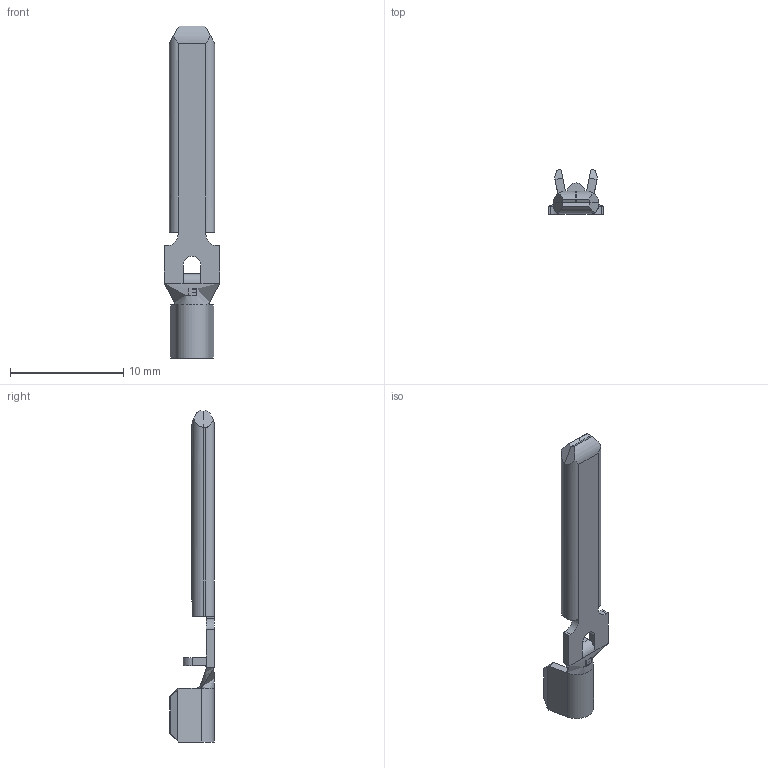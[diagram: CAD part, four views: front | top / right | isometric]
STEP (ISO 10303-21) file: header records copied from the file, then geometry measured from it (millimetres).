
FILE_DESCRIPTION (( 'STEP AP203' ), '1' );
FILE_NAME ('14154.STEP', '2021-11-30T12:24:01', ( 'tempuser' ), ( 'Microsoft' ), 'SwSTEP 2.0', 'SolidWorks 2019', '' );
FILE_SCHEMA (( 'CONFIG_CONTROL_DESIGN' ));
Length unit declared in the file: inch
Products named in the file (1): 14154
Bounding box: 4.89 x 3.96 x 29.29 mm (x, y, z)
Volume: 149.5 mm3; surface area: 489.4 mm2
Topology: 1 solids, 1 shells, 174 faces, 450 edges, 276 vertices
Faces by surface type: plane 111, cylinder 36, bspline 18, cone 9
Entity records: 5555 total; most frequent: CARTESIAN_POINT 1448, ORIENTED_EDGE 896, DIRECTION 755, EDGE_CURVE 448, LINE 315, VECTOR 315, VERTEX_POINT 276, AXIS2_PLACEMENT_3D 220
